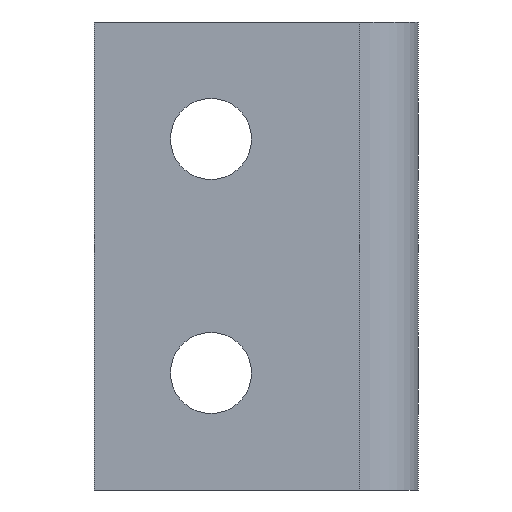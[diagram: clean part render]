
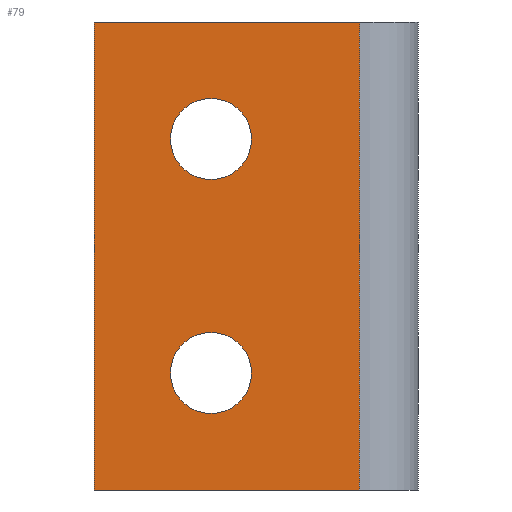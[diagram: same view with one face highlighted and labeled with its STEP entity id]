
A CAD part, left-side view. The second image highlights one B-rep face of the part: STEP entity #79.
In plain terms, the highlighted planar face has unit normal (-1, 0, 0).
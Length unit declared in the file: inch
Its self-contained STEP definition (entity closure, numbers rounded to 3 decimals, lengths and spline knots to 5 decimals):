
#79=ADVANCED_FACE('',(#156,#157,#158),#159,.T.);
#156=FACE_BOUND('',#225,.T.);
#157=FACE_BOUND('',#226,.T.);
#158=FACE_OUTER_BOUND('',#227,.T.);
#159=PLANE('',#228);
#225=EDGE_LOOP('',(#388,#389));
#226=EDGE_LOOP('',(#390,#391));
#227=EDGE_LOOP('',(#392,#393,#394,#395));
#228=AXIS2_PLACEMENT_3D('',#396,#397,#398);
#388=ORIENTED_EDGE('',*,*,#451,.T.);
#389=ORIENTED_EDGE('',*,*,#420,.T.);
#390=ORIENTED_EDGE('',*,*,#430,.T.);
#391=ORIENTED_EDGE('',*,*,#461,.T.);
#392=ORIENTED_EDGE('',*,*,#408,.T.);
#393=ORIENTED_EDGE('',*,*,#449,.F.);
#394=ORIENTED_EDGE('',*,*,#436,.T.);
#395=ORIENTED_EDGE('',*,*,#464,.T.);
#396=CARTESIAN_POINT('',(0.,1.32813,0.0));
#397=DIRECTION('',(-1.0,0.0,0.0));
#398=DIRECTION('',(0.0,1.0,0.0));
#408=EDGE_CURVE('',#482,#480,#483,.T.);
#420=EDGE_CURVE('',#496,#501,#503,.T.);
#430=EDGE_CURVE('',#519,#516,#520,.T.);
#436=EDGE_CURVE('',#529,#527,#530,.T.);
#449=EDGE_CURVE('',#529,#480,#548,.T.);
#451=EDGE_CURVE('',#501,#496,#550,.T.);
#461=EDGE_CURVE('',#516,#519,#560,.T.);
#464=EDGE_CURVE('',#527,#482,#563,.T.);
#480=VERTEX_POINT('',#585);
#482=VERTEX_POINT('',#587);
#483=LINE('',#588,#589);
#496=VERTEX_POINT('',#606);
#501=VERTEX_POINT('',#612);
#503=CIRCLE('',#615,0.28125);
#516=VERTEX_POINT('',#629);
#519=VERTEX_POINT('',#633);
#520=CIRCLE('',#634,0.28125);
#527=VERTEX_POINT('',#643);
#529=VERTEX_POINT('',#646);
#530=LINE('',#647,#648);
#548=LINE('',#670,#671);
#550=CIRCLE('',#673,0.28125);
#560=CIRCLE('',#686,0.28125);
#563=LINE('',#689,#690);
#585=CARTESIAN_POINT('',(0.,0.40625,-3.25));
#587=CARTESIAN_POINT('',(0.,2.25,-3.25));
#588=CARTESIAN_POINT('',(0.,0.40625,-3.25));
#589=VECTOR('',#701,1.0);
#606=CARTESIAN_POINT('',(0.,1.4375,-0.53125));
#612=CARTESIAN_POINT('',(0.,1.4375,-1.09375));
#615=AXIS2_PLACEMENT_3D('',#717,#718,#719);
#629=CARTESIAN_POINT('',(0.,1.4375,-2.15625));
#633=CARTESIAN_POINT('',(0.,1.4375,-2.71875));
#634=AXIS2_PLACEMENT_3D('',#734,#735,#736);
#643=CARTESIAN_POINT('',(0.,2.25,0.0));
#646=CARTESIAN_POINT('',(0.,0.40625,0.0));
#647=CARTESIAN_POINT('',(0.,0.40625,0.0));
#648=VECTOR('',#743,1.0);
#670=CARTESIAN_POINT('',(0.,0.40625,0.0));
#671=VECTOR('',#763,1.0);
#673=AXIS2_PLACEMENT_3D('',#764,#765,#766);
#686=AXIS2_PLACEMENT_3D('',#776,#777,#778);
#689=CARTESIAN_POINT('',(0.,2.25,0.0));
#690=VECTOR('',#779,1.0);
#701=DIRECTION('',(-0.0,-1.0,-0.0));
#717=CARTESIAN_POINT('',(0.,1.4375,-0.8125));
#718=DIRECTION('',(1.0,0.0,-0.0));
#719=DIRECTION('',(0.0,0.0,1.0));
#734=CARTESIAN_POINT('',(0.,1.4375,-2.4375));
#735=DIRECTION('',(1.0,0.0,-0.0));
#736=DIRECTION('',(0.0,0.0,1.0));
#743=DIRECTION('',(0.0,1.0,0.0));
#763=DIRECTION('',(0.0,0.0,-1.0));
#764=CARTESIAN_POINT('',(0.,1.4375,-0.8125));
#765=DIRECTION('',(1.0,0.0,-0.0));
#766=DIRECTION('',(0.0,0.0,1.0));
#776=CARTESIAN_POINT('',(0.,1.4375,-2.4375));
#777=DIRECTION('',(1.0,0.0,-0.0));
#778=DIRECTION('',(0.0,0.0,1.0));
#779=DIRECTION('',(0.0,0.0,-1.0));
